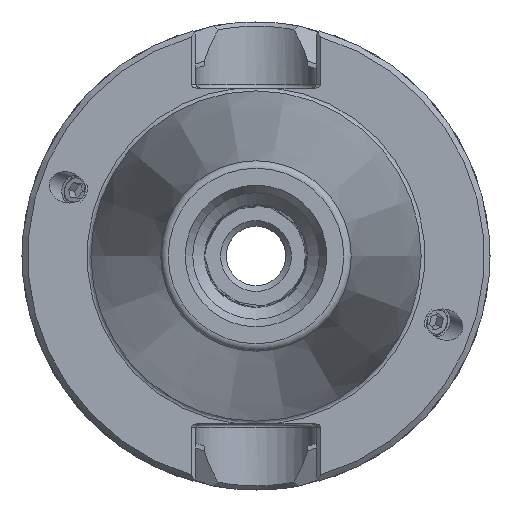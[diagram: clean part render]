
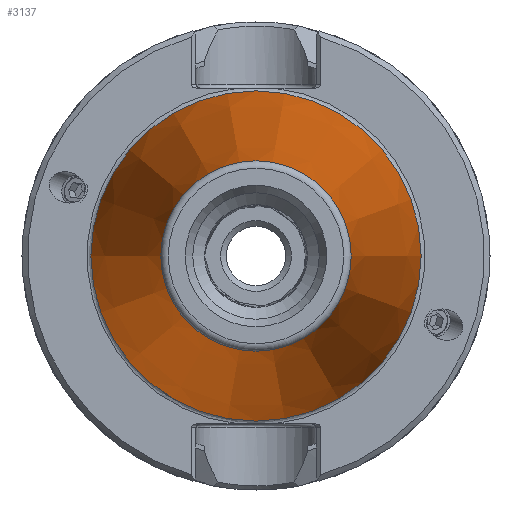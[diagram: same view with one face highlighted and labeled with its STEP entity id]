
A CAD part, left-side view. The second image highlights one B-rep face of the part: STEP entity #3137.
In plain terms, the highlighted conical face has half-angle 8.297 degrees and reference radius 17.456 mm.
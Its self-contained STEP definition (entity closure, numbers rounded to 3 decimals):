
#3094=CARTESIAN_POINT('',(-64.536,12.814,0.));
#3095=VERTEX_POINT('',#3094);
#3096=CARTESIAN_POINT('',(-64.536,0.,0.));
#3097=DIRECTION('',(-1.0,0.0,0.0));
#3098=DIRECTION('',(0.0,-1.0,0.0));
#3099=AXIS2_PLACEMENT_3D('',#3096,#3097,#3098);
#3100=CIRCLE('',#3099,12.814);
#3101=EDGE_CURVE('',#3095,#3095,#3100,.T.);
#3118=CARTESIAN_POINT('',(-32.703,0.0,0.0));
#3119=DIRECTION('',(1.0,0.0,0.0));
#3120=DIRECTION('',(0.,1.0,0.0));
#3121=AXIS2_PLACEMENT_3D('',#3118,#3119,#3120);
#3122=CONICAL_SURFACE('',#3121,17.456,8.297);
#3123=CARTESIAN_POINT('',(0.0,22.225,0.0));
#3124=VERTEX_POINT('',#3123);
#3125=CARTESIAN_POINT('',(0.0,0.0,0.0));
#3126=DIRECTION('',(1.0,0.,0.0));
#3127=DIRECTION('',(0.,1.0,0.0));
#3128=AXIS2_PLACEMENT_3D('',#3125,#3126,#3127);
#3129=CIRCLE('',#3128,22.225);
#3130=EDGE_CURVE('',#3124,#3124,#3129,.T.);
#3131=ORIENTED_EDGE('',*,*,#3130,.F.);
#3132=EDGE_LOOP('',(#3131));
#3133=FACE_OUTER_BOUND('',#3132,.T.);
#3134=ORIENTED_EDGE('',*,*,#3101,.F.);
#3135=EDGE_LOOP('',(#3134));
#3136=FACE_BOUND('',#3135,.T.);
#3137=ADVANCED_FACE('',(#3133,#3136),#3122,.T.);
